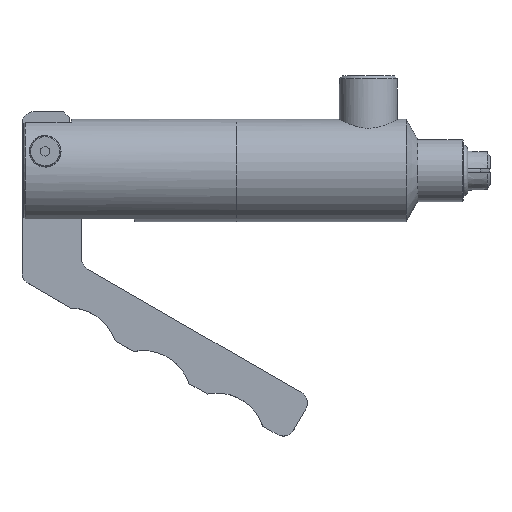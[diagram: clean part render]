
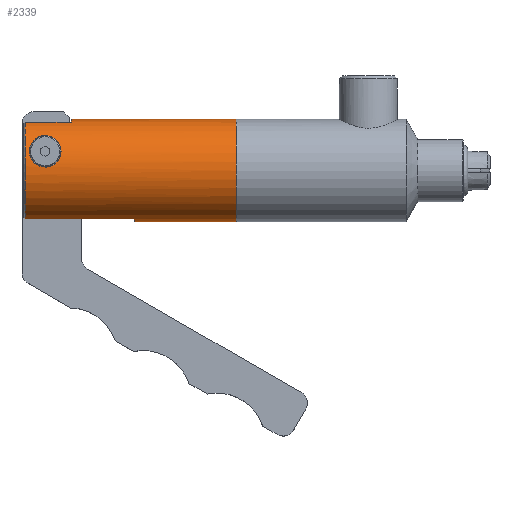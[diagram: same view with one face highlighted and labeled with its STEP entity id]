
A CAD part, top view. The second image highlights one B-rep face of the part: STEP entity #2339.
In plain terms, the highlighted cylindrical face has radius 13.462 mm (diameter 26.924 mm), a full revolution.
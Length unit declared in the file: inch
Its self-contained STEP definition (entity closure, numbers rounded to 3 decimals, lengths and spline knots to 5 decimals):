
#50=B_SPLINE_CURVE_WITH_KNOTS($,3,(#3396,#3397,#3398,#3399,#3400,#3401,
#3402,#3403,#3404,#3405,#3406,#3407,#3408,#3409,#3410,#3411,#3412,#3413,
#3414,#3415,#3416,#3417,#3418,#3419,#3420,#3421,#3422,#3423,#3424,#3425,
#3426,#3427,#3428,#3429),.UNSPECIFIED.,.T.,.F.,(4,2,2,2,2,2,2,2,2,2,2,2,
2,2,2,2,4),(0.,0.15668,0.31335,0.47644,0.63953,
0.82205,1.00457,1.16495,1.32534,1.48572,
1.64611,1.82862,2.01114,2.17423,2.33732,
2.494,2.65068),.UNSPECIFIED.);
#51=B_SPLINE_CURVE_WITH_KNOTS($,3,(#3432,#3433,#3434,#3435,#3436,#3437,
#3438,#3439,#3440,#3441,#3442,#3443,#3444,#3445,#3446,#3447,#3448,#3449,
#3450,#3451,#3452,#3453,#3454,#3455,#3456,#3457,#3458,#3459,#3460,#3461,
#3462,#3463,#3464,#3465),.UNSPECIFIED.,.T.,.F.,(4,2,2,2,2,2,2,2,2,2,2,2,
2,2,2,2,4),(0.,0.0905,0.18099,0.27693,0.37288,
0.47505,0.57722,0.66858,0.75994,
0.8513,0.94266,1.04483,1.147,1.24294,
1.33888,1.42938,1.51987),.UNSPECIFIED.);
#277=LINE($,#4045,#475);
#278=LINE($,#4047,#476);
#279=LINE($,#4051,#477);
#280=LINE($,#4055,#478);
#475=VECTOR($,#3122,0.475);
#476=VECTOR($,#3123,0.475);
#477=VECTOR($,#3126,1.125);
#478=VECTOR($,#3129,1.125);
#585=FACE_BOUND($,#852,.T.);
#586=FACE_BOUND($,#853,.T.);
#587=FACE_BOUND($,#854,.T.);
#588=FACE_BOUND($,#855,.T.);
#852=EDGE_LOOP($,(#2128));
#853=EDGE_LOOP($,(#2129));
#854=EDGE_LOOP($,(#2130));
#855=EDGE_LOOP($,(#2131,#2132,#2133,#2134,#2135,#2136,#2137,#2138));
#962=CIRCLE($,#2540,0.53);
#963=CIRCLE($,#2542,0.53);
#964=CIRCLE($,#2543,0.53);
#965=CIRCLE($,#2544,0.53);
#966=CIRCLE($,#2545,0.53);
#1041=VERTEX_POINT($,#3395);
#1042=VERTEX_POINT($,#3431);
#1184=VERTEX_POINT($,#4033);
#1185=VERTEX_POINT($,#4034);
#1188=VERTEX_POINT($,#4042);
#1189=VERTEX_POINT($,#4044);
#1190=VERTEX_POINT($,#4046);
#1191=VERTEX_POINT($,#4048);
#1192=VERTEX_POINT($,#4050);
#1193=VERTEX_POINT($,#4052);
#1194=VERTEX_POINT($,#4054);
#1299=EDGE_CURVE($,#1041,#1041,#50,.T.);
#1300=EDGE_CURVE($,#1042,#1042,#51,.T.);
#1506=EDGE_CURVE($,#1184,#1185,#962,.T.);
#1510=EDGE_CURVE($,#1188,#1188,#963,.T.);
#1511=EDGE_CURVE($,#1189,#1184,#277,.T.);
#1512=EDGE_CURVE($,#1185,#1190,#278,.T.);
#1513=EDGE_CURVE($,#1190,#1191,#964,.T.);
#1514=EDGE_CURVE($,#1191,#1192,#279,.T.);
#1515=EDGE_CURVE($,#1192,#1193,#965,.T.);
#1516=EDGE_CURVE($,#1193,#1194,#280,.T.);
#1517=EDGE_CURVE($,#1194,#1189,#966,.T.);
#2128=ORIENTED_EDGE($,*,*,#1299,.T.);
#2129=ORIENTED_EDGE($,*,*,#1300,.T.);
#2130=ORIENTED_EDGE($,*,*,#1510,.F.);
#2131=ORIENTED_EDGE($,*,*,#1511,.T.);
#2132=ORIENTED_EDGE($,*,*,#1506,.T.);
#2133=ORIENTED_EDGE($,*,*,#1512,.T.);
#2134=ORIENTED_EDGE($,*,*,#1513,.T.);
#2135=ORIENTED_EDGE($,*,*,#1514,.T.);
#2136=ORIENTED_EDGE($,*,*,#1515,.T.);
#2137=ORIENTED_EDGE($,*,*,#1516,.T.);
#2138=ORIENTED_EDGE($,*,*,#1517,.T.);
#2229=CYLINDRICAL_SURFACE($,#2541,0.53);
#2339=ADVANCED_FACE($,(#585,#586,#587,#588),#2229,.T.);
#2540=AXIS2_PLACEMENT_3D($,#4035,#3113,#3114);
#2541=AXIS2_PLACEMENT_3D($,#4041,#3118,#3119);
#2542=AXIS2_PLACEMENT_3D($,#4043,#3120,#3121);
#2543=AXIS2_PLACEMENT_3D($,#4049,#3124,#3125);
#2544=AXIS2_PLACEMENT_3D($,#4053,#3127,#3128);
#2545=AXIS2_PLACEMENT_3D($,#4056,#3130,#3131);
#3113=DIRECTION('center_axis',(1.,0.,0.));
#3114=DIRECTION('ref_axis',(0.,1.,0.));
#3118=DIRECTION('center_axis',(1.,0.,0.));
#3119=DIRECTION('ref_axis',(0.,1.,0.));
#3120=DIRECTION('center_axis',(1.,0.,0.));
#3121=DIRECTION('ref_axis',(0.,1.,0.));
#3122=DIRECTION($,(1.,0.,0.));
#3123=DIRECTION($,(-1.,0.,0.));
#3124=DIRECTION('center_axis',(1.,0.,0.));
#3125=DIRECTION('ref_axis',(0.,1.,0.));
#3126=DIRECTION($,(1.,0.,0.));
#3127=DIRECTION('center_axis',(1.,0.,0.));
#3128=DIRECTION('ref_axis',(0.,1.,0.));
#3129=DIRECTION($,(-1.,0.,0.));
#3130=DIRECTION('center_axis',(1.,0.,0.));
#3131=DIRECTION('ref_axis',(0.,1.,0.));
#3395=CARTESIAN_POINT('',(0.22,0.036,0.52878));
#3396=CARTESIAN_POINT('Ctrl Pts',(0.22,0.036,0.52878));
#3397=CARTESIAN_POINT('Ctrl Pts',(0.19944,0.036,0.52878));
#3398=CARTESIAN_POINT('Ctrl Pts',(0.17751,0.04011,
0.52855));
#3399=CARTESIAN_POINT('Ctrl Pts',(0.1372,0.05677,
0.52702));
#3400=CARTESIAN_POINT('Ctrl Pts',(0.11882,0.06932,
0.52565));
#3401=CARTESIAN_POINT('Ctrl Pts',(0.08926,0.09873,
0.52094));
#3402=CARTESIAN_POINT('Ctrl Pts',(0.07646,0.11769,
0.5172));
#3403=CARTESIAN_POINT('Ctrl Pts',(0.05984,0.15843,
0.50621));
#3404=CARTESIAN_POINT('Ctrl Pts',(0.056,0.18018,
0.49889));
#3405=CARTESIAN_POINT('Ctrl Pts',(0.056,0.22218,
0.48178));
#3406=CARTESIAN_POINT('Ctrl Pts',(0.06071,0.24507,
0.47054));
#3407=CARTESIAN_POINT('Ctrl Pts',(0.07879,0.28639,
0.4466));
#3408=CARTESIAN_POINT('Ctrl Pts',(0.09211,0.30485,0.43394));
#3409=CARTESIAN_POINT('Ctrl Pts',(0.12121,0.33224,0.41325));
#3410=CARTESIAN_POINT('Ctrl Pts',(0.13847,0.34384,0.40347));
#3411=CARTESIAN_POINT('Ctrl Pts',(0.1773,0.35973,0.38937));
#3412=CARTESIAN_POINT('Ctrl Pts',(0.19895,0.364,0.38523));
#3413=CARTESIAN_POINT('Ctrl Pts',(0.24105,0.364,0.38523));
#3414=CARTESIAN_POINT('Ctrl Pts',(0.2627,0.35973,0.38937));
#3415=CARTESIAN_POINT('Ctrl Pts',(0.30153,0.34384,0.40347));
#3416=CARTESIAN_POINT('Ctrl Pts',(0.31879,0.33224,0.41325));
#3417=CARTESIAN_POINT('Ctrl Pts',(0.34789,0.30485,0.43394));
#3418=CARTESIAN_POINT('Ctrl Pts',(0.36121,0.28639,0.4466));
#3419=CARTESIAN_POINT('Ctrl Pts',(0.37929,0.24507,0.47054));
#3420=CARTESIAN_POINT('Ctrl Pts',(0.384,0.22218,0.48178));
#3421=CARTESIAN_POINT('Ctrl Pts',(0.384,0.18018,0.49889));
#3422=CARTESIAN_POINT('Ctrl Pts',(0.38016,0.15843,0.50621));
#3423=CARTESIAN_POINT('Ctrl Pts',(0.36354,0.11769,0.5172));
#3424=CARTESIAN_POINT('Ctrl Pts',(0.35074,0.09873,0.52094));
#3425=CARTESIAN_POINT('Ctrl Pts',(0.32118,0.06932,
0.52565));
#3426=CARTESIAN_POINT('Ctrl Pts',(0.3028,0.05677,
0.52702));
#3427=CARTESIAN_POINT('Ctrl Pts',(0.26249,0.04011,
0.52855));
#3428=CARTESIAN_POINT('Ctrl Pts',(0.24056,0.036,0.52878));
#3429=CARTESIAN_POINT('Ctrl Pts',(0.22,0.036,0.52878));
#3431=CARTESIAN_POINT('',(0.22,0.105,-0.51949));
#3432=CARTESIAN_POINT('Ctrl Pts',(0.22,0.105,-0.51949));
#3433=CARTESIAN_POINT('Ctrl Pts',(0.23188,0.105,-0.51949));
#3434=CARTESIAN_POINT('Ctrl Pts',(0.24453,0.10737,-0.51903));
#3435=CARTESIAN_POINT('Ctrl Pts',(0.26776,0.11692,-0.51697));
#3436=CARTESIAN_POINT('Ctrl Pts',(0.27833,0.12411,-0.51533));
#3437=CARTESIAN_POINT('Ctrl Pts',(0.29549,0.141,-0.51098));
#3438=CARTESIAN_POINT('Ctrl Pts',(0.30296,0.15198,-0.50789));
#3439=CARTESIAN_POINT('Ctrl Pts',(0.31272,0.17565,-0.5002));
#3440=CARTESIAN_POINT('Ctrl Pts',(0.315,0.18834,-0.49557));
#3441=CARTESIAN_POINT('Ctrl Pts',(0.315,0.21242,-0.48576));
#3442=CARTESIAN_POINT('Ctrl Pts',(0.31244,0.22547,-0.47984));
#3443=CARTESIAN_POINT('Ctrl Pts',(0.30222,0.24932,-0.46788));
#3444=CARTESIAN_POINT('Ctrl Pts',(0.29458,0.26015,-0.46187));
#3445=CARTESIAN_POINT('Ctrl Pts',(0.27755,0.27639,-0.45231));
#3446=CARTESIAN_POINT('Ctrl Pts',(0.26734,0.28328,-0.44798));
#3447=CARTESIAN_POINT('Ctrl Pts',(0.24456,0.29259,-0.44195));
#3448=CARTESIAN_POINT('Ctrl Pts',(0.23199,0.295,-0.44031));
#3449=CARTESIAN_POINT('Ctrl Pts',(0.20801,0.295,-0.44031));
#3450=CARTESIAN_POINT('Ctrl Pts',(0.19544,0.29259,-0.44195));
#3451=CARTESIAN_POINT('Ctrl Pts',(0.17266,0.28328,-0.44798));
#3452=CARTESIAN_POINT('Ctrl Pts',(0.16245,0.27639,-0.45231));
#3453=CARTESIAN_POINT('Ctrl Pts',(0.14542,0.26015,-0.46187));
#3454=CARTESIAN_POINT('Ctrl Pts',(0.13778,0.24932,-0.46788));
#3455=CARTESIAN_POINT('Ctrl Pts',(0.12756,0.22547,-0.47984));
#3456=CARTESIAN_POINT('Ctrl Pts',(0.125,0.21242,-0.48576));
#3457=CARTESIAN_POINT('Ctrl Pts',(0.125,0.18834,-0.49557));
#3458=CARTESIAN_POINT('Ctrl Pts',(0.12728,0.17565,-0.5002));
#3459=CARTESIAN_POINT('Ctrl Pts',(0.13704,0.15198,-0.50789));
#3460=CARTESIAN_POINT('Ctrl Pts',(0.14451,0.141,-0.51098));
#3461=CARTESIAN_POINT('Ctrl Pts',(0.16167,0.12411,-0.51533));
#3462=CARTESIAN_POINT('Ctrl Pts',(0.17224,0.11692,-0.51697));
#3463=CARTESIAN_POINT('Ctrl Pts',(0.19547,0.10737,-0.51903));
#3464=CARTESIAN_POINT('Ctrl Pts',(0.20812,0.105,-0.51949));
#3465=CARTESIAN_POINT('Ctrl Pts',(0.22,0.105,-0.51949));
#4033=CARTESIAN_POINT('',(0.49,0.49939,-0.1775));
#4034=CARTESIAN_POINT('',(0.49,0.49939,0.1775));
#4035=CARTESIAN_POINT('Origin',(0.49,0.,0.));
#4041=CARTESIAN_POINT('Origin',(1.105,0.,0.));
#4042=CARTESIAN_POINT('',(2.195,0.53,0.));
#4043=CARTESIAN_POINT('Origin',(2.195,0.,0.));
#4044=CARTESIAN_POINT('',(0.015,0.49939,-0.1775));
#4045=CARTESIAN_POINT($,(1.105,0.49939,-0.1775));
#4046=CARTESIAN_POINT('',(0.015,0.49939,0.1775));
#4047=CARTESIAN_POINT($,(1.105,0.49939,0.1775));
#4048=CARTESIAN_POINT('',(0.015,-0.49939,0.1775));
#4049=CARTESIAN_POINT('Origin',(0.015,0.,0.));
#4050=CARTESIAN_POINT('',(1.14,-0.49939,0.1775));
#4051=CARTESIAN_POINT($,(1.105,-0.49939,0.1775));
#4052=CARTESIAN_POINT('',(1.14,-0.49939,-0.1775));
#4053=CARTESIAN_POINT('Origin',(1.14,0.,0.));
#4054=CARTESIAN_POINT('',(0.015,-0.49939,-0.1775));
#4055=CARTESIAN_POINT($,(1.105,-0.49939,-0.1775));
#4056=CARTESIAN_POINT('Origin',(0.015,0.,0.));
